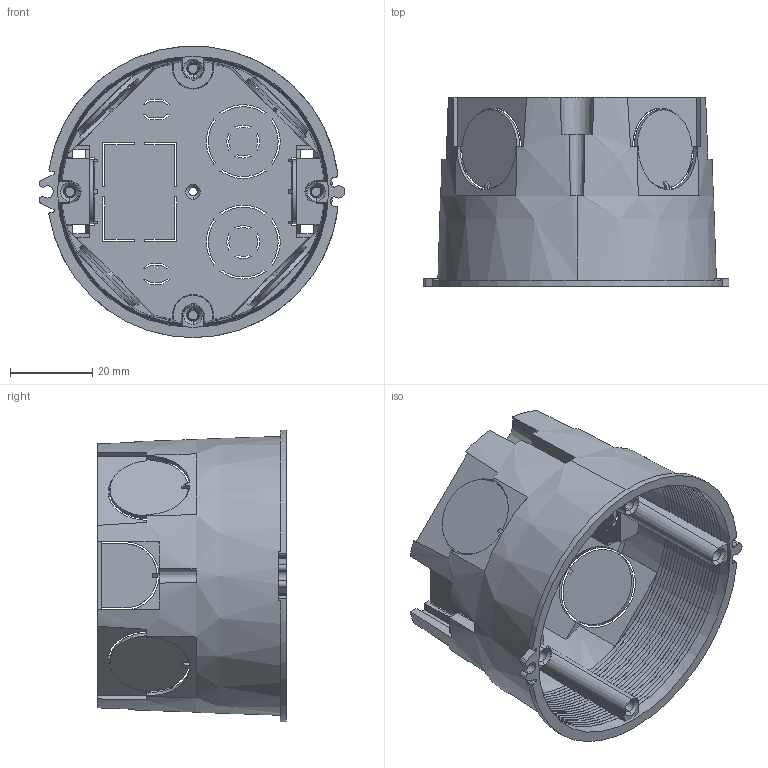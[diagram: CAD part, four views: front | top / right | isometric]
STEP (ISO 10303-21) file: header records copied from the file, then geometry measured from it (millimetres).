
FILE_DESCRIPTION (( 'STEP AP203' ), '1' );
FILE_NAME ('C3M2.STEP', '2021-11-20T14:19:05', ( 'I54570' ), ( '' ), 'SwSTEP 2.0', 'SolidWorks 2014', '' );
FILE_SCHEMA (( 'CONFIG_CONTROL_DESIGN' ));
Length unit declared in the file: millimetre
Products named in the file (1): C3M2
Bounding box: 74.49 x 46 x 70.93 mm (x, y, z)
Volume: 14769.3 mm3; surface area: 28997.4 mm2
Topology: 1 solids, 1 shells, 652 faces, 2026 edges, 1329 vertices
Faces by surface type: plane 329, cone 182, cylinder 141
Entity records: 23259 total; most frequent: CARTESIAN_POINT 5600, ORIENTED_EDGE 4052, DIRECTION 3436, EDGE_CURVE 2026, VERTEX_POINT 1329, AXIS2_PLACEMENT_3D 1261, VECTOR 914, LINE 914
